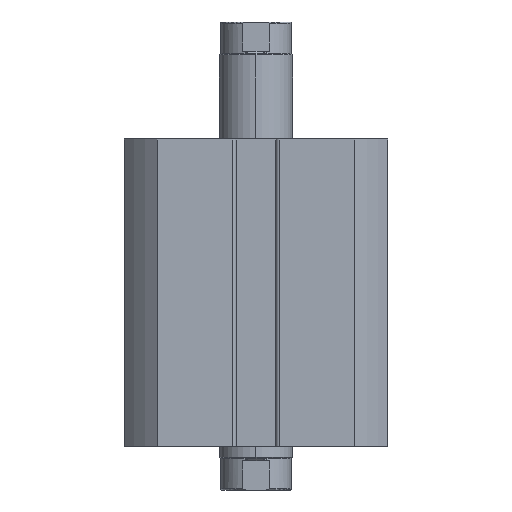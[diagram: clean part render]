
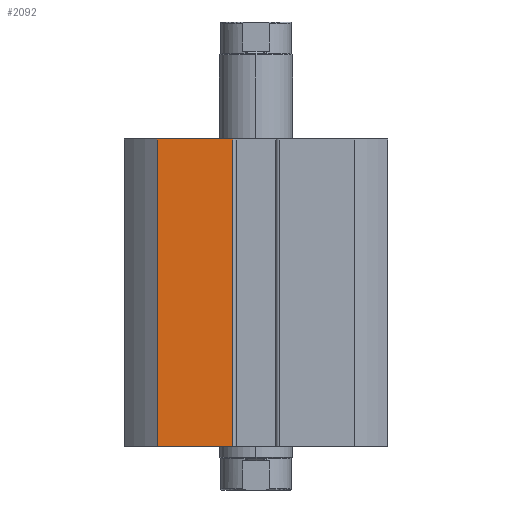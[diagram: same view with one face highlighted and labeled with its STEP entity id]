
A CAD part, front view. The second image highlights one B-rep face of the part: STEP entity #2092.
In plain terms, the highlighted planar face has unit normal (0, -1, 0).
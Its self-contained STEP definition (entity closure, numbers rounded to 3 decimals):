
#76 = DIRECTION ( 'NONE',  ( 0., 0., 1. ) ) ;
#77 = CARTESIAN_POINT ( 'NONE',  ( -13.5, -18., 0. ) ) ;
#200 = CARTESIAN_POINT ( 'NONE',  ( -13.5, -18., 42. ) ) ;
#481 = EDGE_LOOP ( 'NONE', ( #4524, #4470, #4507, #4512 ) ) ;
#874 = LINE ( 'NONE', #2932, #881 ) ;
#881 = VECTOR ( 'NONE', #2933, 1000. ) ;
#939 = LINE ( 'NONE', #3014, #946 ) ;
#946 = VECTOR ( 'NONE', #3013, 1000. ) ;
#1301 = EDGE_CURVE ( 'NONE', #2660, #2545, #874, .T. ) ;
#1346 = EDGE_CURVE ( 'NONE', #2452, #2545, #939, .T. ) ;
#1384 = EDGE_CURVE ( 'NONE', #2433, #2452, #5225, .T. ) ;
#2092 = ADVANCED_FACE ( 'NONE', ( #3654 ), #5998, .F. ) ;
#2433 = VERTEX_POINT ( 'NONE', #5846 ) ;
#2452 = VERTEX_POINT ( 'NONE', #5824 ) ;
#2545 = VERTEX_POINT ( 'NONE', #5705 ) ;
#2660 = VERTEX_POINT ( 'NONE', #200 ) ;
#2932 = CARTESIAN_POINT ( 'NONE',  ( -18., -18., 42. ) ) ;
#2933 = DIRECTION ( 'NONE',  ( 1., 0., 0. ) ) ;
#3013 = DIRECTION ( 'NONE',  ( 0., 0., 1. ) ) ;
#3014 = CARTESIAN_POINT ( 'NONE',  ( -3.2, -18., 42. ) ) ;
#3145 = DIRECTION ( 'NONE',  ( 1., 0., 0. ) ) ;
#3213 = CARTESIAN_POINT ( 'NONE',  ( -18., -18., 0. ) ) ;
#3346 = AXIS2_PLACEMENT_3D ( 'NONE', #5994, #5982, #5981 ) ;
#3654 = FACE_OUTER_BOUND ( 'NONE', #481, .T. ) ;
#3794 = LINE ( 'NONE', #77, #3795 ) ;
#3795 = VECTOR ( 'NONE', #76, 1000. ) ;
#4470 = ORIENTED_EDGE ( 'NONE', *, *, #1384, .T. ) ;
#4507 = ORIENTED_EDGE ( 'NONE', *, *, #1346, .T. ) ;
#4512 = ORIENTED_EDGE ( 'NONE', *, *, #1301, .F. ) ;
#4524 = ORIENTED_EDGE ( 'NONE', *, *, #4916, .F. ) ;
#4916 = EDGE_CURVE ( 'NONE', #2433, #2660, #3794, .T. ) ;
#5215 = VECTOR ( 'NONE', #3145, 1000. ) ;
#5225 = LINE ( 'NONE', #3213, #5215 ) ;
#5705 = CARTESIAN_POINT ( 'NONE',  ( -3.2, -18., 42. ) ) ;
#5824 = CARTESIAN_POINT ( 'NONE',  ( -3.2, -18., 0. ) ) ;
#5846 = CARTESIAN_POINT ( 'NONE',  ( -13.5, -18., 0. ) ) ;
#5981 = DIRECTION ( 'NONE',  ( 0., 0., 1. ) ) ;
#5982 = DIRECTION ( 'NONE',  ( 0., 1., 0. ) ) ;
#5994 = CARTESIAN_POINT ( 'NONE',  ( -18., -18., 42. ) ) ;
#5998 = PLANE ( 'NONE',  #3346 ) ;
